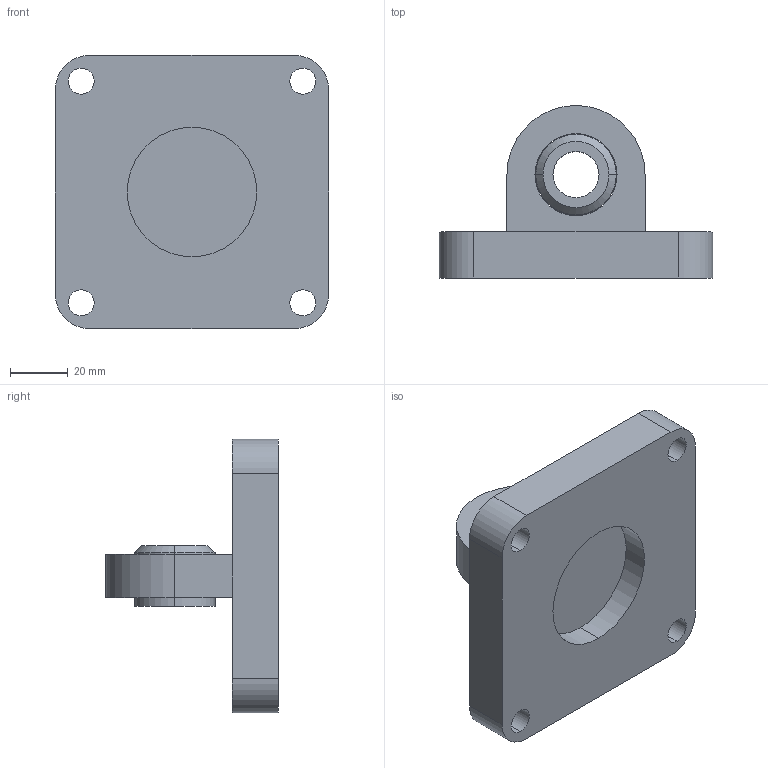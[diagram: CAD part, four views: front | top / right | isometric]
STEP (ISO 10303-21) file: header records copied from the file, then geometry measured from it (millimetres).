
FILE_DESCRIPTION (( 'STEP AP214' ), '1' );
FILE_NAME ('GSMC-80MM.step', '2017-08-21T13:03:55', ( '' ), ( '' ), 'SwSTEP 2.0', 'SolidWorks 2017', '' );
FILE_SCHEMA (( 'AUTOMOTIVE_DESIGN' ));
Length unit declared in the file: millimetre
Products named in the file (1): GSMC-80MM
Bounding box: 95 x 60 x 95 mm (x, y, z)
Volume: 150889.4 mm3; surface area: 34529.1 mm2
Topology: 2 solids, 2 shells, 36 faces, 88 edges, 58 vertices
Faces by surface type: cylinder 21, plane 13, cone 2
Entity records: 1147 total; most frequent: DIRECTION 206, CARTESIAN_POINT 183, ORIENTED_EDGE 176, EDGE_CURVE 88, AXIS2_PLACEMENT_3D 81, VERTEX_POINT 58, EDGE_LOOP 50, LINE 44
